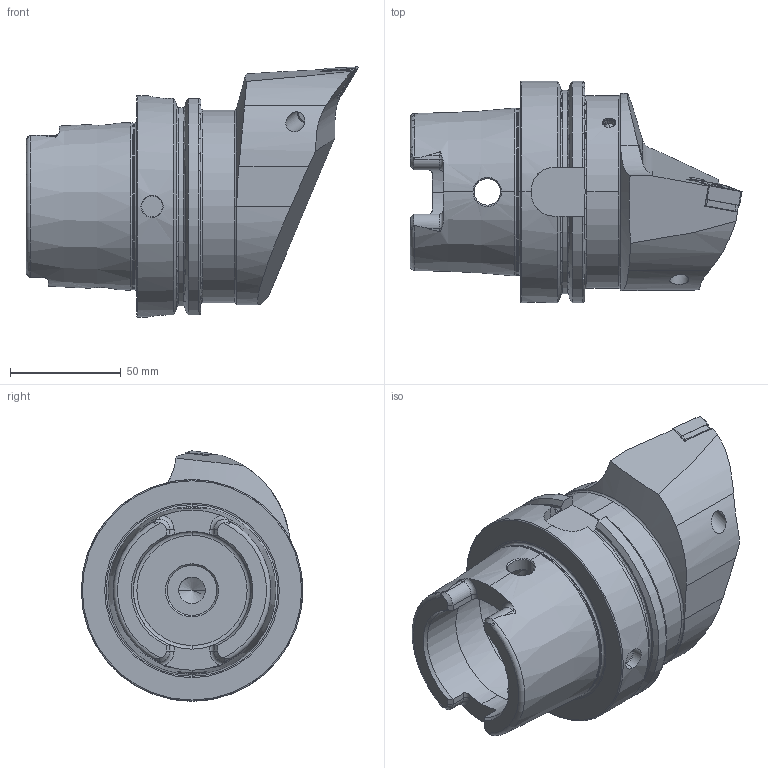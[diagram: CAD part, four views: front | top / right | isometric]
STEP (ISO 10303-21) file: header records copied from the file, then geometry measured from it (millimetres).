
FILE_DESCRIPTION (( 'STEP AP214' ), '1' );
FILE_NAME ('HA0-PDF.LJA.100.STEP', '2015-02-16T08:51:24', ( 'SWIAdmin' ), ( 'Hewlett-Packard Company' ), 'SwSTEP 2.0', 'SolidWorks 2012', '' );
FILE_SCHEMA (( 'AUTOMOTIVE_DESIGN' ));
Length unit declared in the file: millimetre
Products named in the file (8): WCD-ER1.101.000; WDF-ER3.101.000_A; WCD-ER4.101.017_A; WDF-ER2.101.003_A; DNMG150604; KVT_MB_600_060; HA0-PDF.LJA.100_A_Fertigbearbeitung; HA0-PDF.LJA.100
Assembly tree (7 placements, depth 2):
  HA0-PDF.LJA.100
    HA0-PDF.LJA.100_A_Fertigbearbeitung
    KVT_MB_600_060
    DNMG150604
    WDF-ER2.101.003_A
    WCD-ER4.101.017_A
    WDF-ER3.101.000_A
    WCD-ER1.101.000
Bounding box: 149.9 x 100 x 113.01 mm (x, y, z)
Volume: 513459.5 mm3; surface area: 70132.9 mm2
Topology: 8 solids, 8 shells, 376 faces, 950 edges, 581 vertices
Faces by surface type: plane 115, cylinder 106, cone 93, torus 44, bspline 16, sphere 2
Entity records: 14607 total; most frequent: CARTESIAN_POINT 4344, ORIENTED_EDGE 1870, DIRECTION 1793, EDGE_CURVE 935, AXIS2_PLACEMENT_3D 701, VERTEX_POINT 578, EDGE_LOOP 395, LINE 391
